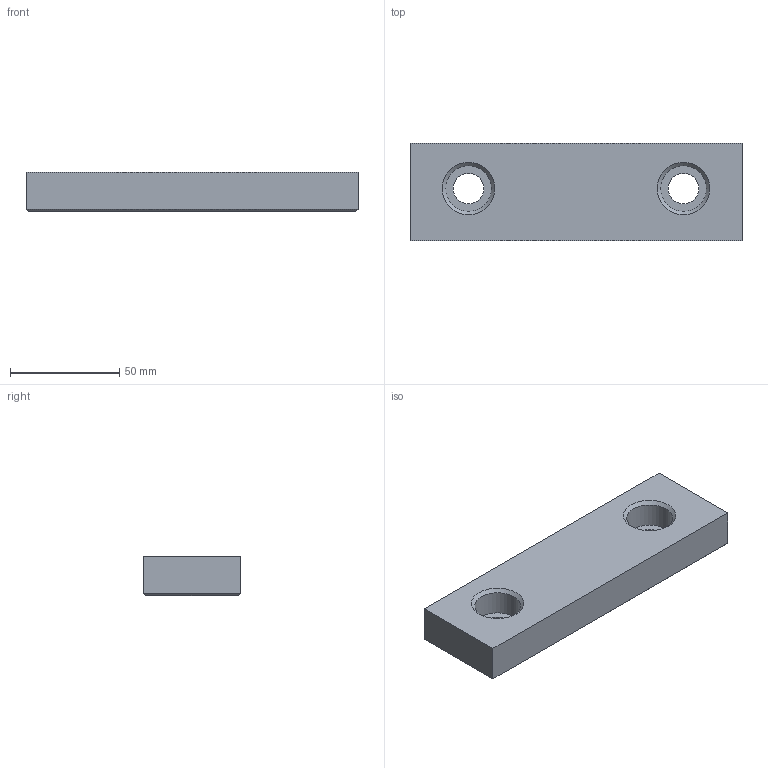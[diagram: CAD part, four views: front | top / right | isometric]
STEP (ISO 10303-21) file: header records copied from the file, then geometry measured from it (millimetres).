
FILE_DESCRIPTION(/* description */ (''),/* implementation_level */ '2;1');
FILE_NAME(/* name */ 'StandardJaw.stp',/* time_stamp */ '2023-12-08T07:56:59+01:00',/* author */ ('fablabadmin'),/* organization */ (''),/* preprocessor_version */ 'ST-DEVELOPER v20',/* originating_system */ 'Autodesk Inventor 2024',/* authorisation */ '');
FILE_SCHEMA (('AUTOMOTIVE_DESIGN { 1 0 10303 214 3 1 1 }'));
Length unit declared in the file: millimetre
Products named in the file (1): JawSTD
Bounding box: 152 x 44.5 x 18 mm (x, y, z)
Volume: 110930 mm3; surface area: 21764.6 mm2
Topology: 1 solids, 1 shells, 20 faces, 42 edges, 26 vertices
Faces by surface type: plane 12, cone 4, cylinder 4
Full cylindrical faces by diameter (mm): 14 x2, 21 x2
Entity records: 583 total; most frequent: DIRECTION 98, CARTESIAN_POINT 89, ORIENTED_EDGE 84, EDGE_CURVE 42, AXIS2_PLACEMENT_3D 35, LINE 28, VECTOR 28, EDGE_LOOP 26
